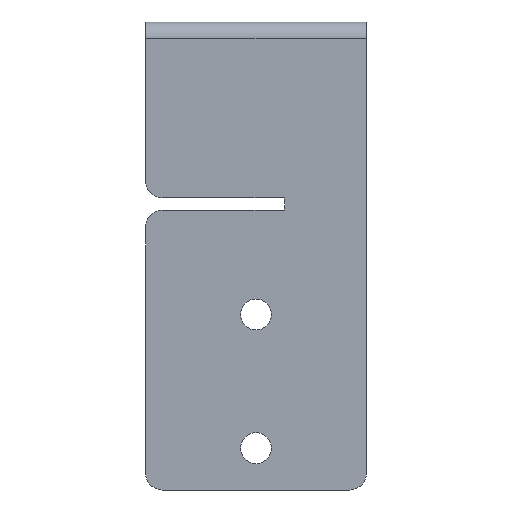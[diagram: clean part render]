
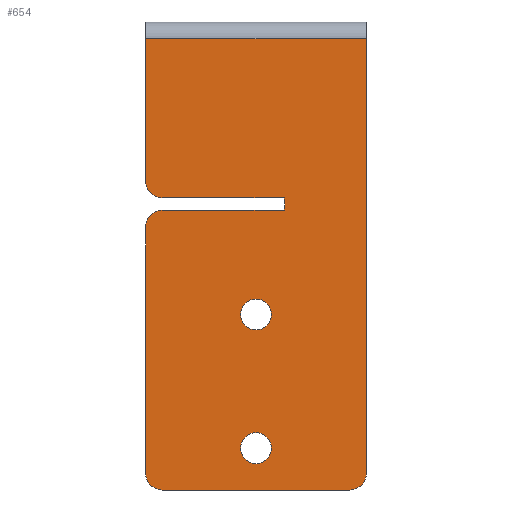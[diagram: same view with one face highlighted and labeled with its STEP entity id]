
A CAD part, front view. The second image highlights one B-rep face of the part: STEP entity #654.
In plain terms, the highlighted planar face has unit normal (0, -1, 0).
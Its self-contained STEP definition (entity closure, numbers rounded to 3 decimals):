
#27=FACE_BOUND('',#99,.T.);
#28=FACE_BOUND('',#100,.T.);
#37=PLANE('',#725);
#61=FACE_OUTER_BOUND('',#98,.T.);
#98=EDGE_LOOP('',(#497,#498,#499,#500,#501,#502,#503,#504,#505,#506,#507,
#508,#509,#510));
#99=EDGE_LOOP('',(#511));
#100=EDGE_LOOP('',(#512));
#135=LINE('',#978,#200);
#153=LINE('',#1031,#218);
#157=LINE('',#1045,#222);
#158=LINE('',#1048,#223);
#163=LINE('',#1058,#228);
#164=LINE('',#1060,#229);
#165=LINE('',#1064,#230);
#166=LINE('',#1066,#231);
#200=VECTOR('',#782,10.);
#218=VECTOR('',#822,10.);
#222=VECTOR('',#836,10.);
#223=VECTOR('',#839,10.);
#228=VECTOR('',#848,10.);
#229=VECTOR('',#849,10.);
#230=VECTOR('',#852,10.);
#231=VECTOR('',#855,10.);
#262=CIRCLE('',#706,2.);
#270=CIRCLE('',#717,2.);
#271=CIRCLE('',#720,2.);
#274=CIRCLE('',#726,2.);
#275=CIRCLE('',#727,2.);
#276=CIRCLE('',#728,2.);
#277=CIRCLE('',#729,1.85);
#278=CIRCLE('',#730,1.85);
#287=VERTEX_POINT('',#968);
#288=VERTEX_POINT('',#970);
#290=VERTEX_POINT('',#976);
#312=VERTEX_POINT('',#1024);
#313=VERTEX_POINT('',#1026);
#314=VERTEX_POINT('',#1030);
#315=VERTEX_POINT('',#1034);
#316=VERTEX_POINT('',#1038);
#319=VERTEX_POINT('',#1043);
#320=VERTEX_POINT('',#1047);
#323=VERTEX_POINT('',#1056);
#324=VERTEX_POINT('',#1059);
#325=VERTEX_POINT('',#1061);
#326=VERTEX_POINT('',#1063);
#327=VERTEX_POINT('',#1067);
#328=VERTEX_POINT('',#1069);
#349=EDGE_CURVE('',#287,#288,#262,.T.);
#353=EDGE_CURVE('',#287,#290,#135,.T.);
#377=EDGE_CURVE('',#312,#313,#270,.T.);
#379=EDGE_CURVE('',#314,#313,#153,.T.);
#381=EDGE_CURVE('',#314,#315,#271,.T.);
#386=EDGE_CURVE('',#319,#316,#157,.T.);
#387=EDGE_CURVE('',#316,#320,#158,.T.);
#392=EDGE_CURVE('',#323,#290,#274,.T.);
#393=EDGE_CURVE('',#323,#315,#163,.T.);
#394=EDGE_CURVE('',#312,#324,#164,.T.);
#395=EDGE_CURVE('',#325,#324,#275,.T.);
#396=EDGE_CURVE('',#325,#326,#165,.T.);
#397=EDGE_CURVE('',#320,#326,#276,.T.);
#398=EDGE_CURVE('',#288,#319,#166,.T.);
#399=EDGE_CURVE('',#327,#327,#277,.T.);
#400=EDGE_CURVE('',#328,#328,#278,.T.);
#497=ORIENTED_EDGE('',*,*,#349,.F.);
#498=ORIENTED_EDGE('',*,*,#353,.T.);
#499=ORIENTED_EDGE('',*,*,#392,.F.);
#500=ORIENTED_EDGE('',*,*,#393,.T.);
#501=ORIENTED_EDGE('',*,*,#381,.F.);
#502=ORIENTED_EDGE('',*,*,#379,.T.);
#503=ORIENTED_EDGE('',*,*,#377,.F.);
#504=ORIENTED_EDGE('',*,*,#394,.T.);
#505=ORIENTED_EDGE('',*,*,#395,.F.);
#506=ORIENTED_EDGE('',*,*,#396,.T.);
#507=ORIENTED_EDGE('',*,*,#397,.F.);
#508=ORIENTED_EDGE('',*,*,#387,.F.);
#509=ORIENTED_EDGE('',*,*,#386,.F.);
#510=ORIENTED_EDGE('',*,*,#398,.F.);
#511=ORIENTED_EDGE('',*,*,#399,.F.);
#512=ORIENTED_EDGE('',*,*,#400,.F.);
#654=ADVANCED_FACE('',(#61,#27,#28),#37,.F.);
#706=AXIS2_PLACEMENT_3D('',#971,#775,#776);
#717=AXIS2_PLACEMENT_3D('',#1027,#817,#818);
#720=AXIS2_PLACEMENT_3D('',#1035,#826,#827);
#725=AXIS2_PLACEMENT_3D('',#1055,#844,#845);
#726=AXIS2_PLACEMENT_3D('',#1057,#846,#847);
#727=AXIS2_PLACEMENT_3D('',#1062,#850,#851);
#728=AXIS2_PLACEMENT_3D('',#1065,#853,#854);
#729=AXIS2_PLACEMENT_3D('',#1068,#856,#857);
#730=AXIS2_PLACEMENT_3D('',#1070,#858,#859);
#775=DIRECTION('center_axis',(0.,1.,0.));
#776=DIRECTION('ref_axis',(-0.707,0.,-0.707));
#782=DIRECTION('',(1.,0.,0.));
#817=DIRECTION('center_axis',(0.,1.,0.));
#818=DIRECTION('ref_axis',(-0.707,0.,0.707));
#822=DIRECTION('',(-1.,0.,0.));
#826=DIRECTION('center_axis',(0.,-1.,0.));
#827=DIRECTION('ref_axis',(0.707,0.,-0.707));
#836=DIRECTION('',(1.,0.,0.));
#839=DIRECTION('',(0.,0.,-1.));
#844=DIRECTION('center_axis',(0.,1.,0.));
#845=DIRECTION('ref_axis',(0.,0.,1.));
#846=DIRECTION('center_axis',(0.,-1.,0.));
#847=DIRECTION('ref_axis',(0.707,0.,0.707));
#848=DIRECTION('',(0.,0.,-1.));
#849=DIRECTION('',(0.,0.,-1.));
#850=DIRECTION('center_axis',(0.,1.,0.));
#851=DIRECTION('ref_axis',(-0.707,0.,-0.707));
#852=DIRECTION('',(1.,0.,0.));
#853=DIRECTION('center_axis',(0.,1.,0.));
#854=DIRECTION('ref_axis',(0.707,0.,-0.707));
#855=DIRECTION('',(0.,0.,1.));
#856=DIRECTION('center_axis',(0.,-1.,0.));
#857=DIRECTION('ref_axis',(1.,0.,0.));
#858=DIRECTION('center_axis',(0.,-1.,0.));
#859=DIRECTION('ref_axis',(1.,0.,0.));
#968=CARTESIAN_POINT('',(-11.2,0.,21.973));
#970=CARTESIAN_POINT('',(-13.2,0.,23.973));
#971=CARTESIAN_POINT('Origin',(-11.2,0.,23.973));
#976=CARTESIAN_POINT('',(3.373,0.,21.973));
#978=CARTESIAN_POINT('',(-13.562,0.,21.973));
#1024=CARTESIAN_POINT('',(-13.2,0.,18.473));
#1026=CARTESIAN_POINT('',(-11.2,0.,20.473));
#1027=CARTESIAN_POINT('Origin',(-11.2,0.,18.473));
#1030=CARTESIAN_POINT('',(3.373,0.,20.473));
#1031=CARTESIAN_POINT('',(3.438,0.,20.473));
#1034=CARTESIAN_POINT('',(3.438,0.,20.975));
#1035=CARTESIAN_POINT('Origin',(1.438,0.,20.975));
#1038=CARTESIAN_POINT('',(13.2,0.,41.));
#1043=CARTESIAN_POINT('',(-13.2,0.,41.));
#1045=CARTESIAN_POINT('',(-5.,0.,41.));
#1047=CARTESIAN_POINT('',(13.2,0.,-11.));
#1048=CARTESIAN_POINT('',(13.2,0.,43.));
#1055=CARTESIAN_POINT('Origin',(0.,0.,15.));
#1056=CARTESIAN_POINT('',(3.438,0.,21.47));
#1057=CARTESIAN_POINT('Origin',(1.438,0.,21.47));
#1058=CARTESIAN_POINT('',(3.438,0.,19.235));
#1059=CARTESIAN_POINT('',(-13.2,0.,-11.));
#1060=CARTESIAN_POINT('',(-13.2,0.,25.47));
#1061=CARTESIAN_POINT('',(-11.2,0.,-13.));
#1062=CARTESIAN_POINT('Origin',(-11.2,0.,-11.));
#1063=CARTESIAN_POINT('',(11.2,0.,-13.));
#1064=CARTESIAN_POINT('',(10.,0.,-13.));
#1065=CARTESIAN_POINT('Origin',(11.2,0.,-11.));
#1066=CARTESIAN_POINT('',(-13.2,0.,-13.));
#1067=CARTESIAN_POINT('',(-1.85,0.,-8.));
#1068=CARTESIAN_POINT('Origin',(0.,0.,-8.));
#1069=CARTESIAN_POINT('',(-1.85,0.,8.));
#1070=CARTESIAN_POINT('Origin',(0.,0.,8.));
